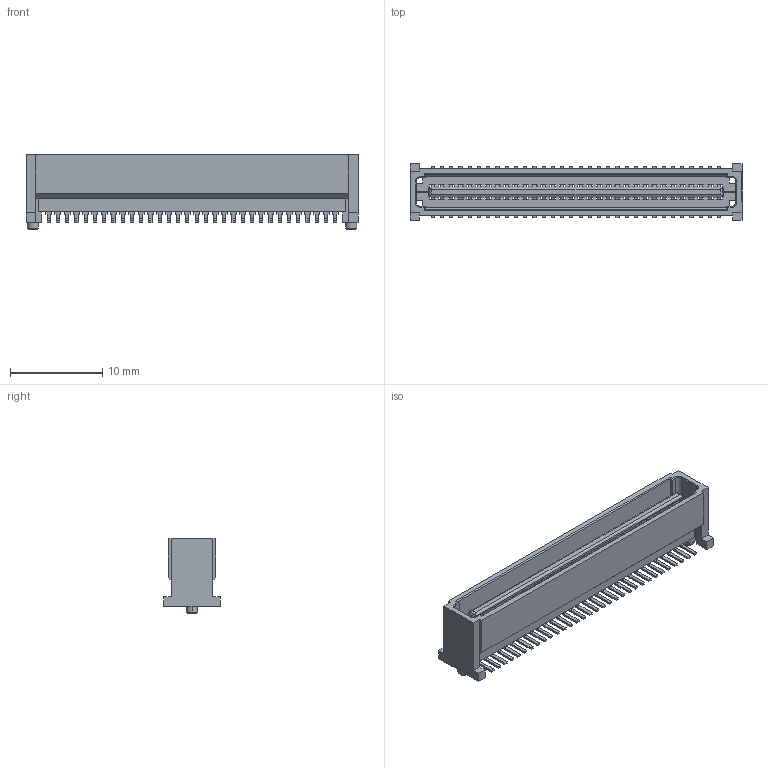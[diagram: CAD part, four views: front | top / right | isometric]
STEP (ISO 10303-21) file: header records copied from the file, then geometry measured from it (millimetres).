
FILE_DESCRIPTION((''),'2;1');
FILE_NAME('MOLEX_71436-1164.stp','2009-01-22T16:14:06',(''),(''),'Mechanical Desktop 2006','Mechanical Desktop 2006',', , ');
FILE_SCHEMA(('AUTOMOTIVE_DESIGN { 1 2 10303 214 0 1 1 1 }'));
Length unit declared in the file: millimetre
Products named in the file (1): Product
Bounding box: 35.9 x 6.1 x 8.1 mm (x, y, z)
Volume: 611.4 mm3; surface area: 2163.7 mm2
Topology: 1 solids, 1 shells, 1407 faces, 4454 edges, 2916 vertices
Faces by surface type: plane 1249, cylinder 144, cone 14
Entity records: 48657 total; most frequent: ORIENTED_EDGE 8908, CARTESIAN_POINT 8842, DIRECTION 7554, EDGE_CURVE 4454, VECTOR 4138, LINE 4138, VERTEX_POINT 2916, AXIS2_PLACEMENT_3D 1708
